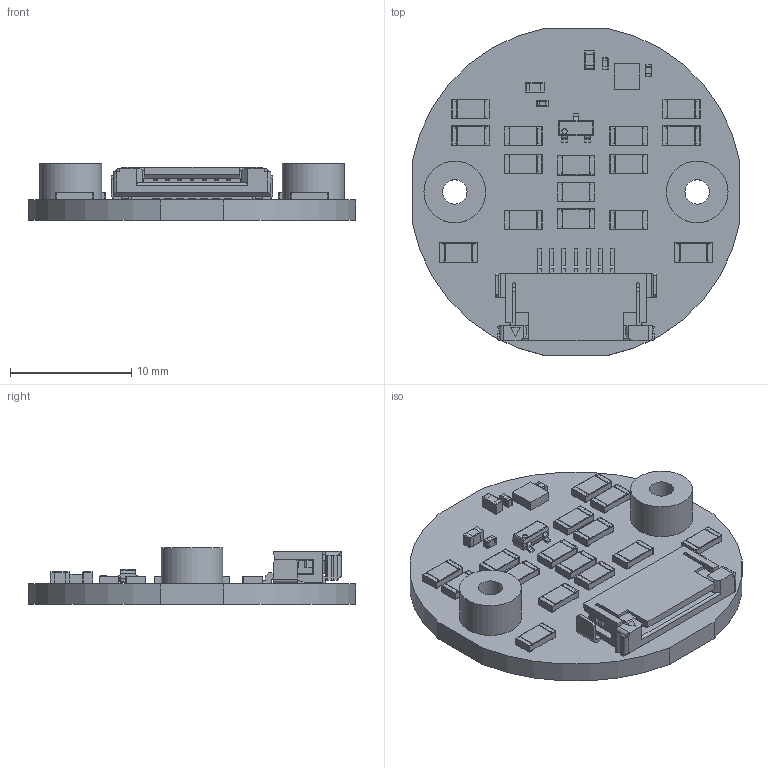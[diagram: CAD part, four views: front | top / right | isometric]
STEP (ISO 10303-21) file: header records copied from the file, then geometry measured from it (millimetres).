
FILE_DESCRIPTION(('Open CASCADE Model'),'2;1');
FILE_NAME('Open CASCADE Shape Model','2024-08-24T22:15:46',('Author'),( 'Open CASCADE'),'Open CASCADE STEP processor 7.5','Open CASCADE 7.5' ,'Unknown');
FILE_SCHEMA(('AUTOMOTIVE_DESIGN { 1 0 10303 214 1 1 1 1 }'));
Length unit declared in the file: millimetre
Products named in the file (39): PCB; Board; Open CASCADE STEP translator 7.5 2.1.1; R28; R_1206_0.55mm; R27; R26; R25; R24; R23; R22; R21; R20; R19; R17; R16; R14; R13; R12; J1; 522070760; Open CASCADE STEP translator 7.5 2.17.1.1; Open CASCADE STEP translator 7.5 2.17.1.2; R9; R_0402_0.55mm; U1; 8045508928; Extruded; MTL2; 9774030151R (rev1)_RGB8421504; MTL1; U2; Q_NTR4101PT1G_1.11mm; C4; C_0402_0.7mm; C3; C_0603_1.0mm; C2; C1
Assembly tree (55 placements, depth 4):
  PCB
    Board
      Open CASCADE STEP translator 7.5 2.1.1
    R28
      R_1206_0.55mm
    R27
      R_1206_0.55mm
    R26
      R_1206_0.55mm
    R25
      R_1206_0.55mm
    R24
      R_1206_0.55mm
    R23
      R_1206_0.55mm
    R22
      R_1206_0.55mm
    R21
      R_1206_0.55mm
    R20
      R_1206_0.55mm
    R19
      R_1206_0.55mm
    R17
      R_1206_0.55mm
    R16
      R_1206_0.55mm
    R14
      R_1206_0.55mm
    R13
      R_1206_0.55mm
    R12
      R_1206_0.55mm
    J1
      522070760
        Open CASCADE STEP translator 7.5 2.17.1.1
        Open CASCADE STEP translator 7.5 2.17.1.2
    R9
      R_0402_0.55mm
    U1
      8045508928
        Extruded
    MTL2
      9774030151R (rev1)_RGB8421504
    MTL1
      9774030151R (rev1)_RGB8421504
    U2
      Q_NTR4101PT1G_1.11mm
    C4
      C_0402_0.7mm
    C3
      C_0603_1.0mm
    C2
      C_0402_0.7mm
    C1
      C_0603_1.0mm
Bounding box: 27 x 27 x 4.7 mm (x, y, z)
Volume: 1287.4 mm3; surface area: 2588.5 mm2
Topology: 85 solids, 85 shells, 2009 faces, 4893 edges, 2918 vertices
Faces by surface type: plane 1179, cylinder 670, sphere 160
Full cylindrical faces by diameter (mm): 2.013 x2, 3.5 x2, 3.7 x2, 5.1 x2
Entity records: 27185 total; most frequent: CARTESIAN_POINT 4562, ORIENTED_EDGE 4174, DIRECTION 4019, EDGE_CURVE 2087, LINE 1807, VECTOR 1807, VERTEX_POINT 1327, AXIS2_PLACEMENT_3D 1106
